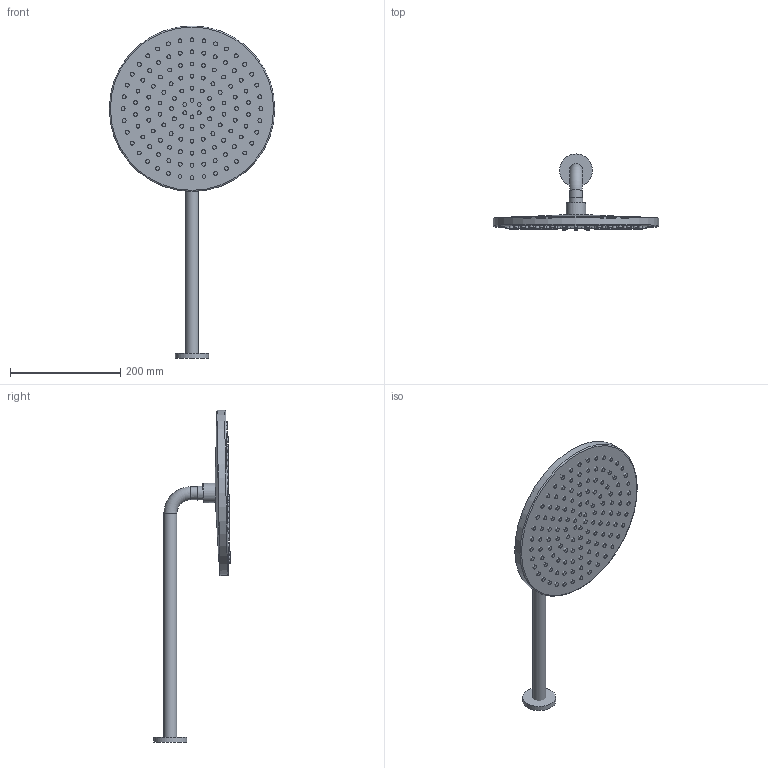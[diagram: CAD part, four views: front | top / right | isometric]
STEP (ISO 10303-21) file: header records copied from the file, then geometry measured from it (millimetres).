
FILE_DESCRIPTION (( 'STEP AP203' ), '1' );
FILE_NAME ('28679970-00.STEP', '2019-07-16T12:27:02', ( '' ), ( '' ), 'SwSTEP 2.0', 'SolidWorks 2017', '' );
FILE_SCHEMA (( 'CONFIG_CONTROL_DESIGN' ));
Length unit declared in the file: millimetre
Products named in the file (8): Planungsmodell_Rohr_abgewinkel-+-09.11.06.063.94-01_ _K19_21x410x13x91; Planungsmodell_Rohr_gerade-+-28.568.780-10_ _K95_24,7x45; Planungsmodell_Rohr_gerade-+-28.568.780-10_ _K155_35x31,75; 28679970-00; Planungsmodell_Rohr_gerade-+-28.568.780-10_ _K256_300x15,50; Planungsmodell_Deckel-+-09.11.01.121.90-01_K1; Planungsmodell_Einsatz-+-09.12.01.080.90-01; Planungsmodell_Rosette_rund-+-36.104.820-01_ _K32_60x9
Assembly tree (7 placements, depth 2):
  28679970-00
    Planungsmodell_Rohr_gerade-+-28.568.780-10_ _K256_300x15,50
    Planungsmodell_Deckel-+-09.11.01.121.90-01_K1
    Planungsmodell_Einsatz-+-09.12.01.080.90-01
    Planungsmodell_Rosette_rund-+-36.104.820-01_ _K32_60x9
    Planungsmodell_Rohr_abgewinkel-+-09.11.06.063.94-01_ _K19_21x410x13x91
    Planungsmodell_Rohr_gerade-+-28.568.780-10_ _K95_24,7x45
    Planungsmodell_Rohr_gerade-+-28.568.780-10_ _K155_35x31,75
Bounding box: 300 x 138.59 x 602.1 mm (x, y, z)
Volume: 1871526.6 mm3; surface area: 475525.2 mm2
Topology: 7 solids, 7 shells, 283 faces, 421 edges, 278 vertices
Faces by surface type: plane 140, cylinder 133, torus 7, cone 3
Full cylindrical faces by diameter (mm): 7 x126, 23.5 x2, 24.7 x1, 35 x1, 60 x1, 264 x1, 300 x1
Entity records: 6444 total; most frequent: DIRECTION 1138, CARTESIAN_POINT 845, AXIS2_PLACEMENT_3D 569, ORIENTED_EDGE 552, EDGE_LOOP 552, FACE_OUTER_BOUND 423, ADVANCED_FACE 283, EDGE_CURVE 276
